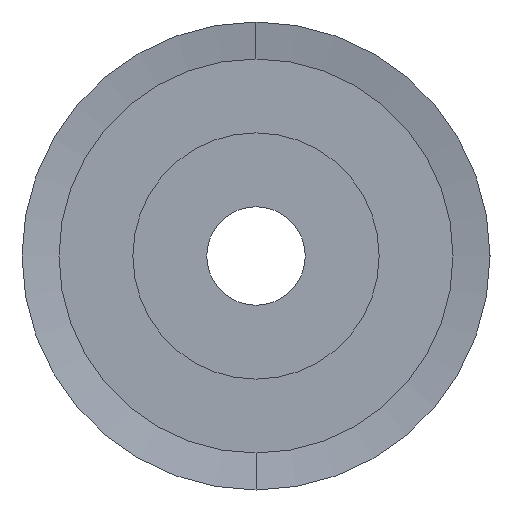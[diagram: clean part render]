
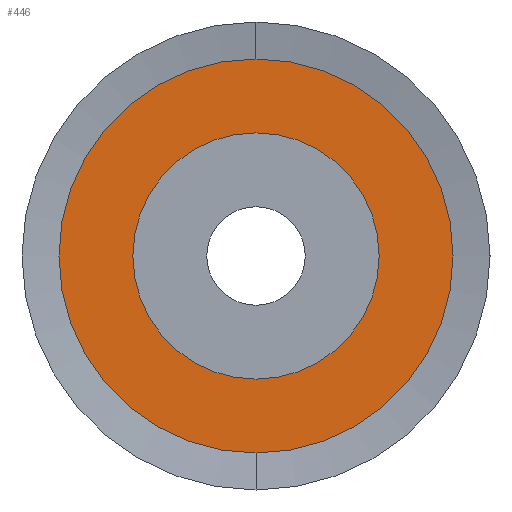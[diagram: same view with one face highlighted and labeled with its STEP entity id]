
A CAD part, left-side view. The second image highlights one B-rep face of the part: STEP entity #446.
In plain terms, the highlighted planar face has unit normal (-1, 0, 0).
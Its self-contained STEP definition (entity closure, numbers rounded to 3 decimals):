
#446=ADVANCED_FACE('',(#895,#896),#897,.T.);
#895=FACE_OUTER_BOUND('',#1344,.T.);
#896=FACE_BOUND('',#1345,.T.);
#897=PLANE('',#1346);
#1344=EDGE_LOOP('',(#2712,#2713));
#1345=EDGE_LOOP('',(#2714,#2715));
#1346=AXIS2_PLACEMENT_3D('',#2716,#2717,#2718);
#2712=ORIENTED_EDGE('',*,*,#3311,.F.);
#2713=ORIENTED_EDGE('',*,*,#2787,.F.);
#2714=ORIENTED_EDGE('',*,*,#3312,.F.);
#2715=ORIENTED_EDGE('',*,*,#2777,.F.);
#2716=CARTESIAN_POINT('',(-7.25,0.0,-6.5));
#2717=DIRECTION('',(-1.0,0.0,0.0));
#2718=DIRECTION('',(0.0,0.0,1.0));
#2777=EDGE_CURVE('',#3338,#3334,#3340,.T.);
#2787=EDGE_CURVE('',#3354,#3351,#3356,.T.);
#3311=EDGE_CURVE('',#3351,#3354,#4136,.T.);
#3312=EDGE_CURVE('',#3334,#3338,#4137,.T.);
#3334=VERTEX_POINT('',#4161);
#3338=VERTEX_POINT('',#4166);
#3340=CIRCLE('',#4169,5.0);
#3351=VERTEX_POINT('',#4182);
#3354=VERTEX_POINT('',#4186);
#3356=CIRCLE('',#4189,8.0);
#4136=CIRCLE('',#5160,8.0);
#4137=CIRCLE('',#5161,5.0);
#4161=CARTESIAN_POINT('',(-7.25,0.0,-5.0));
#4166=CARTESIAN_POINT('',(-7.25,0.,5.0));
#4169=AXIS2_PLACEMENT_3D('',#5185,#5186,#5187);
#4182=CARTESIAN_POINT('',(-7.25,0.0,-8.0));
#4186=CARTESIAN_POINT('',(-7.25,0.,8.0));
#4189=AXIS2_PLACEMENT_3D('',#5201,#5202,#5203);
#5160=AXIS2_PLACEMENT_3D('',#5986,#5987,#5988);
#5161=AXIS2_PLACEMENT_3D('',#5989,#5990,#5991);
#5185=CARTESIAN_POINT('',(-7.25,0.0,0.0));
#5186=DIRECTION('',(-1.0,0.0,0.0));
#5187=DIRECTION('',(0.0,0.0,-1.0));
#5201=CARTESIAN_POINT('',(-7.25,0.0,0.0));
#5202=DIRECTION('',(1.0,0.0,0.0));
#5203=DIRECTION('',(0.0,0.0,-1.0));
#5986=CARTESIAN_POINT('',(-7.25,0.0,0.0));
#5987=DIRECTION('',(1.0,0.0,0.0));
#5988=DIRECTION('',(0.0,0.0,-1.0));
#5989=CARTESIAN_POINT('',(-7.25,0.0,0.0));
#5990=DIRECTION('',(-1.0,0.0,0.0));
#5991=DIRECTION('',(0.0,0.0,-1.0));
